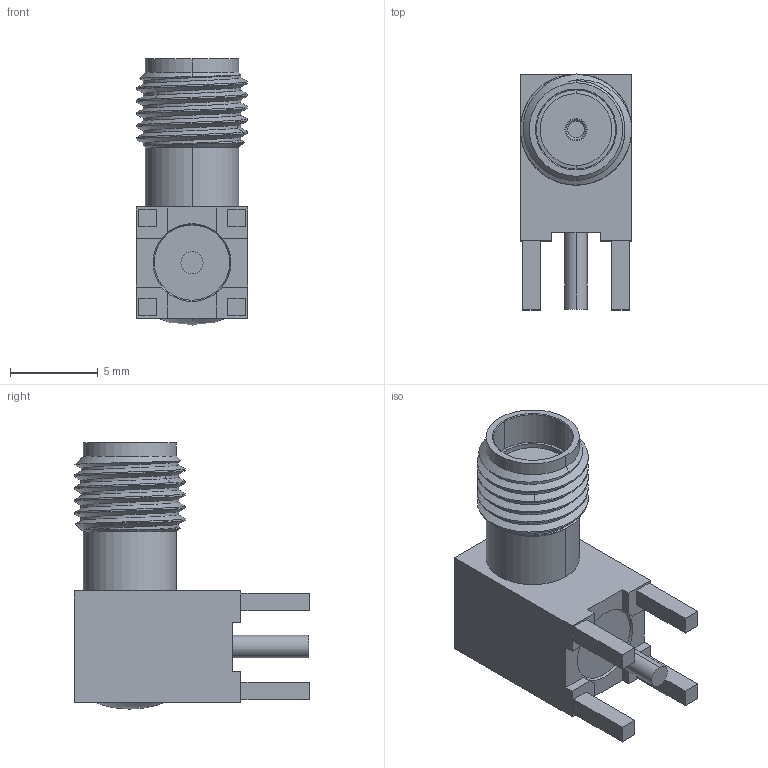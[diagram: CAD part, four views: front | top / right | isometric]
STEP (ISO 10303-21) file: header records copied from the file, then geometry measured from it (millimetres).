
FILE_DESCRIPTION((''),'2;1');
FILE_NAME('C-1053378-1','2009-07-09T',('workeradm'),(''),'PRO/ENGINEER BY PARAMETRIC TECHNOLOGY CORPORATION, 2008380','PRO/ENGINEER BY PARAMETRIC TECHNOLOGY CORPORATION, 2008380','');
FILE_SCHEMA(('AUTOMOTIVE_DESIGN { 1 0 10303 214 1 1 1 1 }'));
Length unit declared in the file: millimetre
Products named in the file (1): C-1053378-1
Bounding box: 6.35 x 13.46 x 15.2 mm (x, y, z)
Volume: 566.8 mm3; surface area: 649 mm2
Topology: 1 solids, 1 shells, 101 faces, 243 edges, 153 vertices
Faces by surface type: plane 48, cylinder 30, cone 12, bspline 9, sphere 2
Entity records: 4600 total; most frequent: CARTESIAN_POINT 2253, ORIENTED_EDGE 482, DIRECTION 457, EDGE_CURVE 241, AXIS2_PLACEMENT_3D 157, VERTEX_POINT 153, VECTOR 143, LINE 143
